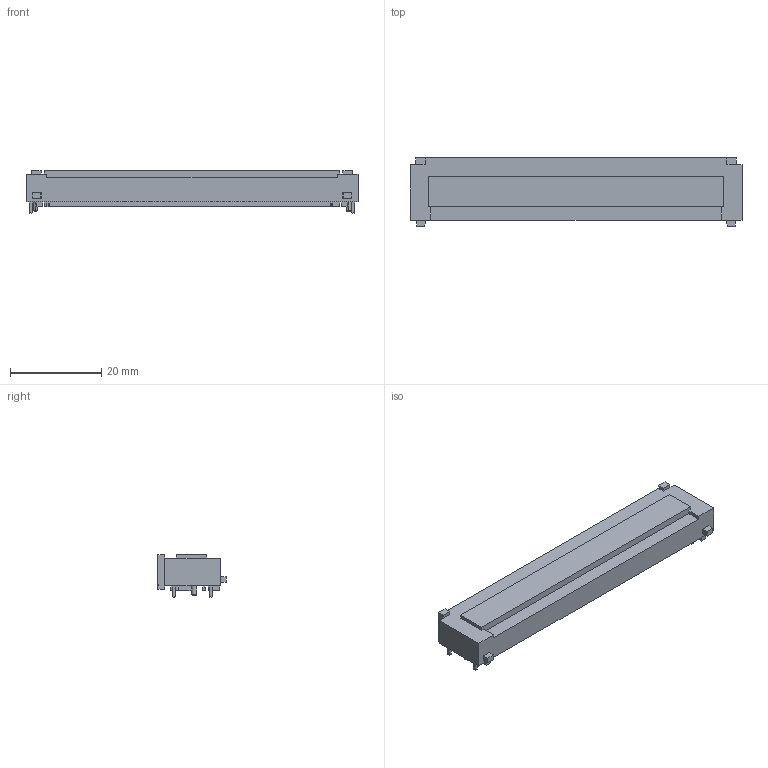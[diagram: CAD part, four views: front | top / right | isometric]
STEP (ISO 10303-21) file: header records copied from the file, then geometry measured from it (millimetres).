
FILE_DESCRIPTION((''),'2;1');
FILE_NAME('SAMTEC_SEAF-50-01-L-04-2-RA-TR.stp','2014-12-16T13:05:14',(''),(''),'Mechanical Desktop 2011','Mechanical Desktop 2011',', , ');
FILE_SCHEMA(('AUTOMOTIVE_DESIGN { 1 2 10303 214 1 1 1 1 }'));
Length unit declared in the file: millimetre
Products named in the file (1): Product
Bounding box: 72.9 x 15.04 x 9.42 mm (x, y, z)
Volume: 5956.4 mm3; surface area: 5634.2 mm2
Topology: 45 solids, 45 shells, 663 faces, 1672 edges, 1104 vertices
Faces by surface type: plane 420, cylinder 140, bspline 101, torus 2
Entity records: 20164 total; most frequent: CARTESIAN_POINT 4200, ORIENTED_EDGE 3344, DIRECTION 3085, EDGE_CURVE 1672, VECTOR 1379, LINE 1379, VERTEX_POINT 1104, AXIS2_PLACEMENT_3D 853
